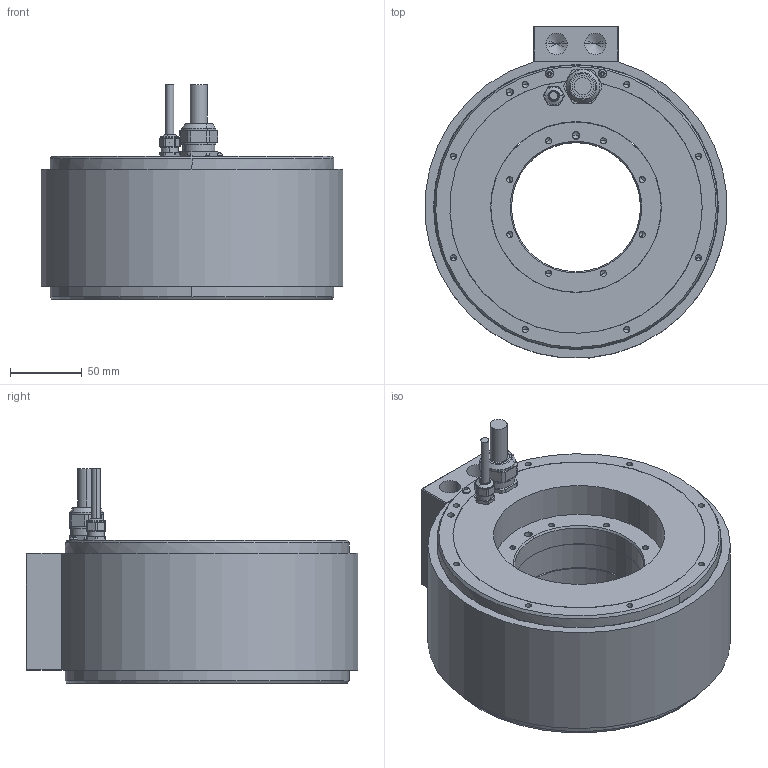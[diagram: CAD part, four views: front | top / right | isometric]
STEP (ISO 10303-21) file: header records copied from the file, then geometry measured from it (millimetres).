
FILE_DESCRIPTION((''),'2;1');
FILE_NAME('1220285-06_ASM','2018-10-16T',('CH5533'),(''),'PRO/ENGINEER BY PARAMETRIC TECHNOLOGY CORPORATION, 2014000','PRO/ENGINEER BY PARAMETRIC TECHNOLOGY CORPORATION, 2014000','');
FILE_SCHEMA(('CONFIG_CONTROL_DESIGN'));
Length unit declared in the file: millimetre
Products named in the file (3): PRT0001; PRT0002; 1220285-06_ASM
Assembly tree (2 placements, depth 2):
  1220285-06_ASM
    PRT0001
    PRT0002
Bounding box: 210.41 x 231.4 x 149.8 mm (x, y, z)
Volume: 2643583 mm3; surface area: 221348.9 mm2
Topology: 2 solids, 18 shells, 612 faces, 1456 edges, 881 vertices
Faces by surface type: cylinder 267, plane 171, cone 132, torus 38, sphere 4
Entity records: 20076 total; most frequent: DIRECTION 3307, CARTESIAN_POINT 3047, ORIENTED_EDGE 2760, EDGE_CURVE 1380, AXIS2_PLACEMENT_3D 1345, VERTEX_POINT 881, CIRCLE 728, EDGE_LOOP 723
